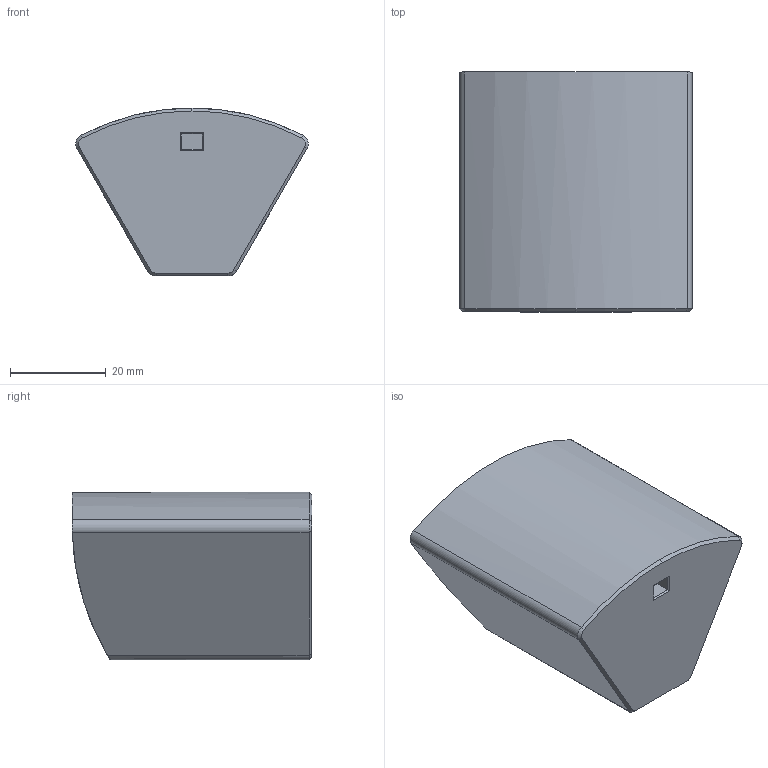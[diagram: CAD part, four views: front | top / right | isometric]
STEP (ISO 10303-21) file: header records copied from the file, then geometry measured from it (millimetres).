
FILE_DESCRIPTION (( 'STEP AP214' ), '1' );
FILE_NAME ('Áã¼þb.STEP', '2026-02-14T08:16:27', ( '' ), ( '' ), 'SwSTEP 2.0', 'SolidWorks 2025', '' );
FILE_SCHEMA (( 'AUTOMOTIVE_DESIGN' ));
Length unit declared in the file: millimetre
Products named in the file (1): 零件b
Bounding box: 48.49 x 50 x 35 mm (x, y, z)
Volume: 8687.4 mm3; surface area: 14635.9 mm2
Topology: 1 solids, 1 shells, 45 faces, 109 edges, 68 vertices
Faces by surface type: plane 28, cylinder 11, cone 6
Entity records: 1341 total; most frequent: CARTESIAN_POINT 267, ORIENTED_EDGE 218, DIRECTION 216, EDGE_CURVE 109, VECTOR 78, LINE 78, AXIS2_PLACEMENT_3D 69, VERTEX_POINT 68
